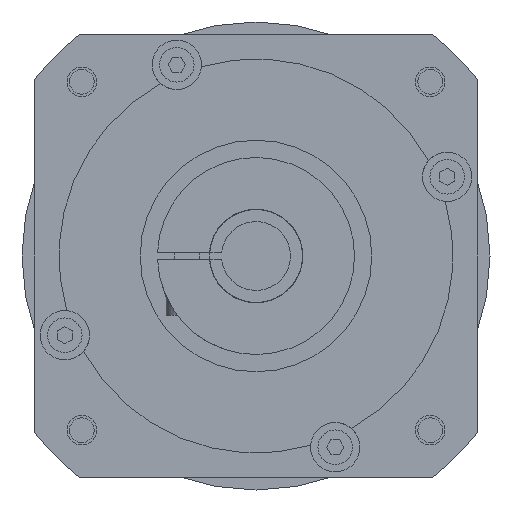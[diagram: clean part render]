
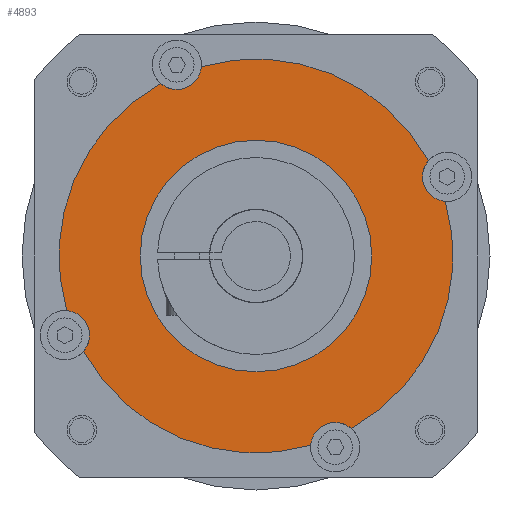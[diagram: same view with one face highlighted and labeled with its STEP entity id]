
A CAD part, left-side view. The second image highlights one B-rep face of the part: STEP entity #4893.
In plain terms, the highlighted planar face has unit normal (-1, 0, 0).
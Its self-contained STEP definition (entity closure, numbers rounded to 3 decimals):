
#292=CARTESIAN_POINT('',(3.5,0.,0.));
#293=DIRECTION('',(-1.,0.,0.));
#294=DIRECTION('',(0.,-1.,0.));
#295=AXIS2_PLACEMENT_3D('',#292,#293,#294);
#301=CARTESIAN_POINT('',(3.5,-38.803,16.073));
#302=DIRECTION('',(1.,0.,0.));
#303=DIRECTION('',(0.,0.074,-0.997));
#304=AXIS2_PLACEMENT_3D('',#301,#302,#303);
#306=CARTESIAN_POINT('',(3.5,-16.073,-38.803));
#307=DIRECTION('',(1.,0.,0.));
#308=DIRECTION('',(0.,0.997,0.074));
#309=AXIS2_PLACEMENT_3D('',#306,#307,#308);
#311=CARTESIAN_POINT('',(3.5,38.803,-16.073));
#312=DIRECTION('',(1.,0.,0.));
#313=DIRECTION('',(0.,-0.074,0.997));
#314=AXIS2_PLACEMENT_3D('',#311,#312,#313);
#316=CARTESIAN_POINT('',(3.5,16.073,38.803));
#317=DIRECTION('',(1.,0.,0.));
#318=DIRECTION('',(0.,-0.997,-0.074));
#319=AXIS2_PLACEMENT_3D('',#316,#317,#318);
#321=CARTESIAN_POINT('',(3.5,0.,0.));
#322=DIRECTION('',(-1.,0.,0.));
#323=DIRECTION('',(0.,1.,0.));
#324=AXIS2_PLACEMENT_3D('',#321,#322,#323);
#2914=CARTESIAN_POINT('',(3.5,0.,0.));
#2915=DIRECTION('',(-1.,0.,0.));
#2916=DIRECTION('',(0.,0.875,-0.483));
#2917=AXIS2_PLACEMENT_3D('',#2914,#2915,#2916);
#2932=CARTESIAN_POINT('',(3.5,0.,0.));
#2933=DIRECTION('',(-1.,0.,0.));
#2934=DIRECTION('',(0.,0.483,0.875));
#2935=AXIS2_PLACEMENT_3D('',#2932,#2933,#2934);
#2959=CARTESIAN_POINT('',(3.5,0.,0.));
#2960=DIRECTION('',(-1.,0.,0.));
#2961=DIRECTION('',(0.,-0.483,-0.875));
#2962=AXIS2_PLACEMENT_3D('',#2959,#2960,#2961);
#2968=CARTESIAN_POINT('',(3.5,0.,0.));
#2969=DIRECTION('',(-1.,0.,0.));
#2970=DIRECTION('',(0.,-0.875,0.483));
#2971=AXIS2_PLACEMENT_3D('',#2968,#2969,#2970);
#3692=CARTESIAN_POINT('',(3.5,-23.5,0.));
#3693=CARTESIAN_POINT('',(3.5,23.5,0.));
#3694=VERTEX_POINT('',#3692);
#3695=VERTEX_POINT('',#3693);
#3744=CARTESIAN_POINT('',(3.5,-11.086,-38.433));
#3745=CARTESIAN_POINT('',(3.5,-19.337,-35.015));
#3746=VERTEX_POINT('',#3744);
#3747=VERTEX_POINT('',#3745);
#3792=CARTESIAN_POINT('',(3.5,38.433,-11.086));
#3793=CARTESIAN_POINT('',(3.5,35.015,-19.337));
#3794=VERTEX_POINT('',#3792);
#3795=VERTEX_POINT('',#3793);
#3840=CARTESIAN_POINT('',(3.5,11.086,38.433));
#3841=CARTESIAN_POINT('',(3.5,19.337,35.015));
#3842=VERTEX_POINT('',#3840);
#3843=VERTEX_POINT('',#3841);
#3888=CARTESIAN_POINT('',(3.5,-38.433,11.086));
#3889=CARTESIAN_POINT('',(3.5,-35.015,19.337));
#3890=VERTEX_POINT('',#3888);
#3891=VERTEX_POINT('',#3889);
#4865=CARTESIAN_POINT('',(3.5,0.,0.));
#4866=DIRECTION('',(-1.,0.,0.));
#4867=DIRECTION('',(0.,0.,-1.));
#4868=AXIS2_PLACEMENT_3D('',#4865,#4866,#4867);
#4869=PLANE('',#4868);
#4871=ORIENTED_EDGE('',*,*,#4870,.F.);
#4873=ORIENTED_EDGE('',*,*,#4872,.F.);
#4875=ORIENTED_EDGE('',*,*,#4874,.F.);
#4877=ORIENTED_EDGE('',*,*,#4876,.F.);
#4879=ORIENTED_EDGE('',*,*,#4878,.F.);
#4881=ORIENTED_EDGE('',*,*,#4880,.F.);
#4883=ORIENTED_EDGE('',*,*,#4882,.F.);
#4885=ORIENTED_EDGE('',*,*,#4884,.F.);
#4886=EDGE_LOOP('',(#4871,#4873,#4875,#4877,#4879,#4881,#4883,#4885));
#4887=FACE_OUTER_BOUND('',#4886,.F.);
#4888=ORIENTED_EDGE('',*,*,#4848,.T.);
#4890=ORIENTED_EDGE('',*,*,#4889,.T.);
#4891=EDGE_LOOP('',(#4888,#4890));
#4892=FACE_BOUND('',#4891,.F.);
#296=CIRCLE('',#295,23.5);
#305=CIRCLE('',#304,5.);
#310=CIRCLE('',#309,5.);
#315=CIRCLE('',#314,5.);
#320=CIRCLE('',#319,5.);
#325=CIRCLE('',#324,23.5);
#2918=CIRCLE('',#2917,40.);
#2936=CIRCLE('',#2935,40.);
#2963=CIRCLE('',#2962,40.);
#2972=CIRCLE('',#2971,40.);
#4848=EDGE_CURVE('',#3694,#3695,#296,.T.);
#4870=EDGE_CURVE('',#3890,#3891,#305,.T.);
#4872=EDGE_CURVE('',#3747,#3890,#2963,.T.);
#4874=EDGE_CURVE('',#3746,#3747,#310,.T.);
#4876=EDGE_CURVE('',#3795,#3746,#2918,.T.);
#4878=EDGE_CURVE('',#3794,#3795,#315,.T.);
#4880=EDGE_CURVE('',#3843,#3794,#2936,.T.);
#4882=EDGE_CURVE('',#3842,#3843,#320,.T.);
#4884=EDGE_CURVE('',#3891,#3842,#2972,.T.);
#4889=EDGE_CURVE('',#3695,#3694,#325,.T.);
#4893=ADVANCED_FACE('',(#4887,#4892),#4869,.T.);
